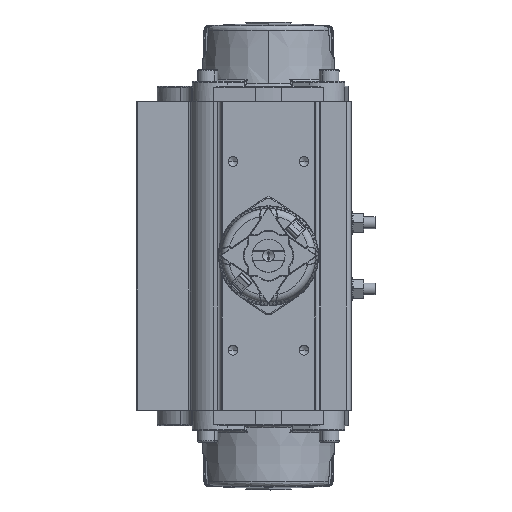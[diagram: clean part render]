
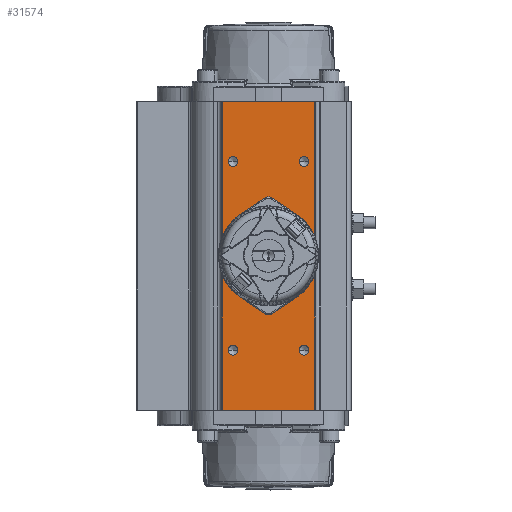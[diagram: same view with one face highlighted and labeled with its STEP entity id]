
A CAD part, top view. The second image highlights one B-rep face of the part: STEP entity #31574.
In plain terms, the highlighted face is planar.
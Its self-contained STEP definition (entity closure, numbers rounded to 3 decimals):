
#636 = CIRCLE ( 'NONE', #68015, 2.065 ) ;
#2687 = VERTEX_POINT ( 'NONE', #106805 ) ;
#3244 = DIRECTION ( 'NONE',  ( 0., -1., 0. ) ) ;
#4657 = DIRECTION ( 'NONE',  ( 1., 0., 0. ) ) ;
#6107 = DIRECTION ( 'NONE',  ( 0., 0., 1. ) ) ;
#6207 = FACE_BOUND ( 'NONE', #72334, .T. ) ;
#9543 = AXIS2_PLACEMENT_3D ( 'NONE', #143055, #127916, #103455 ) ;
#9667 = CARTESIAN_POINT ( 'NONE',  ( 40.323, 27.5, 12.935 ) ) ;
#11975 = CARTESIAN_POINT ( 'NONE',  ( -65.127, 27.5, -32.862 ) ) ;
#12995 = EDGE_CURVE ( 'NONE', #13410, #106441, #68830, .T. ) ;
#13410 = VERTEX_POINT ( 'NONE', #31438 ) ;
#15563 = FACE_OUTER_BOUND ( 'NONE', #29281, .T. ) ;
#15886 = CARTESIAN_POINT ( 'NONE',  ( 0.323, 27.5, 0. ) ) ;
#17776 = AXIS2_PLACEMENT_3D ( 'NONE', #36723, #48518, #124419 ) ;
#17806 = DIRECTION ( 'NONE',  ( 0., 0., 1. ) ) ;
#19405 = ORIENTED_EDGE ( 'NONE', *, *, #159302, .T. ) ;
#19578 = ORIENTED_EDGE ( 'NONE', *, *, #158887, .T. ) ;
#20211 = VERTEX_POINT ( 'NONE', #141147 ) ;
#20273 = CARTESIAN_POINT ( 'NONE',  ( 40.323, 27.5, -15. ) ) ;
#20569 = CIRCLE ( 'NONE', #104056, 7.55 ) ;
#20831 = ORIENTED_EDGE ( 'NONE', *, *, #156254, .T. ) ;
#25230 = EDGE_CURVE ( 'NONE', #158255, #116881, #67364, .T. ) ;
#25252 = ORIENTED_EDGE ( 'NONE', *, *, #114395, .T. ) ;
#25500 = CIRCLE ( 'NONE', #111687, 2.065 ) ;
#29281 = EDGE_LOOP ( 'NONE', ( #99250, #19578, #100742, #20831 ) ) ;
#29743 = DIRECTION ( 'NONE',  ( 0., -1., 0. ) ) ;
#30720 = FACE_BOUND ( 'NONE', #80061, .T. ) ;
#31438 = CARTESIAN_POINT ( 'NONE',  ( -65.127, 27.5, 19.5 ) ) ;
#31495 = CARTESIAN_POINT ( 'NONE',  ( 0.323, 27.5, 7.55 ) ) ;
#31574 = ADVANCED_FACE ( 'NONE', ( #15563, #6207, #55215, #57698, #30720, #158899 ), #106645, .T. ) ;
#33111 = CARTESIAN_POINT ( 'NONE',  ( -39.677, 27.5, -15. ) ) ;
#33530 = VERTEX_POINT ( 'NONE', #157720 ) ;
#34084 = CIRCLE ( 'NONE', #17776, 2.065 ) ;
#34386 = CIRCLE ( 'NONE', #142152, 2.065 ) ;
#36723 = CARTESIAN_POINT ( 'NONE',  ( -39.677, 27.5, 15. ) ) ;
#37128 = VERTEX_POINT ( 'NONE', #42511 ) ;
#40418 = DIRECTION ( 'NONE',  ( 0., -1., 0. ) ) ;
#40711 = EDGE_LOOP ( 'NONE', ( #25252, #68351 ) ) ;
#42511 = CARTESIAN_POINT ( 'NONE',  ( -39.677, 27.5, -12.935 ) ) ;
#44446 = ORIENTED_EDGE ( 'NONE', *, *, #62979, .T. ) ;
#48518 = DIRECTION ( 'NONE',  ( 0., -1., 0. ) ) ;
#48799 = EDGE_CURVE ( 'NONE', #143467, #129789, #73215, .T. ) ;
#50008 = DIRECTION ( 'NONE',  ( 0., -1., 0. ) ) ;
#54575 = CARTESIAN_POINT ( 'NONE',  ( 0.323, 27.5, -19.5 ) ) ;
#55015 = DIRECTION ( 'NONE',  ( 0., -1., 0. ) ) ;
#55215 = FACE_BOUND ( 'NONE', #78825, .T. ) ;
#56276 = DIRECTION ( 'NONE',  ( 0., 0., -1. ) ) ;
#57403 = VERTEX_POINT ( 'NONE', #89515 ) ;
#57698 = FACE_BOUND ( 'NONE', #40711, .T. ) ;
#58299 = EDGE_LOOP ( 'NONE', ( #94032, #101977 ) ) ;
#58845 = CARTESIAN_POINT ( 'NONE',  ( 40.323, 27.5, 15. ) ) ;
#61049 = ORIENTED_EDGE ( 'NONE', *, *, #122718, .T. ) ;
#62979 = EDGE_CURVE ( 'NONE', #37128, #143994, #25500, .T. ) ;
#63891 = VERTEX_POINT ( 'NONE', #65587 ) ;
#64829 = AXIS2_PLACEMENT_3D ( 'NONE', #109121, #69531, #79726 ) ;
#65587 = CARTESIAN_POINT ( 'NONE',  ( 40.323, 27.5, -17.065 ) ) ;
#65952 = CARTESIAN_POINT ( 'NONE',  ( -39.677, 27.5, -17.065 ) ) ;
#67012 = EDGE_CURVE ( 'NONE', #33530, #156960, #74285, .T. ) ;
#67364 = CIRCLE ( 'NONE', #161533, 7.55 ) ;
#68015 = AXIS2_PLACEMENT_3D ( 'NONE', #20273, #140023, #152644 ) ;
#68351 = ORIENTED_EDGE ( 'NONE', *, *, #149019, .T. ) ;
#68830 = LINE ( 'NONE', #144704, #156940 ) ;
#69531 = DIRECTION ( 'NONE',  ( 0., 1., 0. ) ) ;
#72334 = EDGE_LOOP ( 'NONE', ( #113365, #87675 ) ) ;
#73215 = CIRCLE ( 'NONE', #116283, 2.065 ) ;
#74285 = CIRCLE ( 'NONE', #9543, 2.065 ) ;
#77555 = DIRECTION ( 'NONE',  ( 0., 0., -1. ) ) ;
#78825 = EDGE_LOOP ( 'NONE', ( #44446, #19405 ) ) ;
#79726 = DIRECTION ( 'NONE',  ( 0., 0., -1. ) ) ;
#80061 = EDGE_LOOP ( 'NONE', ( #153352, #61049 ) ) ;
#81227 = DIRECTION ( 'NONE',  ( 0., 0., 1. ) ) ;
#84151 = DIRECTION ( 'NONE',  ( 0., 0., 1. ) ) ;
#86833 = CARTESIAN_POINT ( 'NONE',  ( -39.677, 27.5, 17.065 ) ) ;
#87675 = ORIENTED_EDGE ( 'NONE', *, *, #122692, .T. ) ;
#89515 = CARTESIAN_POINT ( 'NONE',  ( -65.127, 27.5, -19.5 ) ) ;
#92159 = VECTOR ( 'NONE', #56276, 1000. ) ;
#94032 = ORIENTED_EDGE ( 'NONE', *, *, #67012, .T. ) ;
#99250 = ORIENTED_EDGE ( 'NONE', *, *, #12995, .T. ) ;
#100742 = ORIENTED_EDGE ( 'NONE', *, *, #146308, .T. ) ;
#101670 = AXIS2_PLACEMENT_3D ( 'NONE', #58845, #161684, #84151 ) ;
#101977 = ORIENTED_EDGE ( 'NONE', *, *, #103768, .T. ) ;
#103054 = LINE ( 'NONE', #11975, #164879 ) ;
#103455 = DIRECTION ( 'NONE',  ( 0., 0., 1. ) ) ;
#103768 = EDGE_CURVE ( 'NONE', #156960, #33530, #160843, .T. ) ;
#104056 = AXIS2_PLACEMENT_3D ( 'NONE', #155928, #40418, #106183 ) ;
#106183 = DIRECTION ( 'NONE',  ( 0., 0., -1. ) ) ;
#106441 = VERTEX_POINT ( 'NONE', #134792 ) ;
#106645 = PLANE ( 'NONE',  #64829 ) ;
#106805 = CARTESIAN_POINT ( 'NONE',  ( 40.323, 27.5, -12.935 ) ) ;
#107702 = CARTESIAN_POINT ( 'NONE',  ( 65.773, 27.5, -34.607 ) ) ;
#108525 = VECTOR ( 'NONE', #145594, 1000. ) ;
#109121 = CARTESIAN_POINT ( 'NONE',  ( 0.323, 27.5, -20. ) ) ;
#111687 = AXIS2_PLACEMENT_3D ( 'NONE', #33111, #131846, #6107 ) ;
#113365 = ORIENTED_EDGE ( 'NONE', *, *, #25230, .T. ) ;
#114395 = EDGE_CURVE ( 'NONE', #2687, #63891, #636, .T. ) ;
#116283 = AXIS2_PLACEMENT_3D ( 'NONE', #165506, #50008, #152833 ) ;
#116881 = VERTEX_POINT ( 'NONE', #31495 ) ;
#120722 = CARTESIAN_POINT ( 'NONE',  ( 40.323, 27.5, -15. ) ) ;
#122692 = EDGE_CURVE ( 'NONE', #116881, #158255, #20569, .T. ) ;
#122718 = EDGE_CURVE ( 'NONE', #129789, #143467, #34084, .T. ) ;
#124419 = DIRECTION ( 'NONE',  ( 0., 0., 1. ) ) ;
#127916 = DIRECTION ( 'NONE',  ( 0., -1., 0. ) ) ;
#128331 = DIRECTION ( 'NONE',  ( 0., 0., 1. ) ) ;
#129789 = VERTEX_POINT ( 'NONE', #141255 ) ;
#131846 = DIRECTION ( 'NONE',  ( 0., -1., 0. ) ) ;
#134792 = CARTESIAN_POINT ( 'NONE',  ( 65.773, 27.5, 19.5 ) ) ;
#135336 = AXIS2_PLACEMENT_3D ( 'NONE', #160389, #29743, #81227 ) ;
#140023 = DIRECTION ( 'NONE',  ( 0., -1., 0. ) ) ;
#140804 = CIRCLE ( 'NONE', #135336, 2.065 ) ;
#141147 = CARTESIAN_POINT ( 'NONE',  ( 65.773, 27.5, -19.5 ) ) ;
#141255 = CARTESIAN_POINT ( 'NONE',  ( -39.677, 27.5, 12.935 ) ) ;
#142152 = AXIS2_PLACEMENT_3D ( 'NONE', #120722, #55015, #17806 ) ;
#143055 = CARTESIAN_POINT ( 'NONE',  ( 40.323, 27.5, 15. ) ) ;
#143467 = VERTEX_POINT ( 'NONE', #86833 ) ;
#143966 = LINE ( 'NONE', #54575, #108525 ) ;
#143994 = VERTEX_POINT ( 'NONE', #65952 ) ;
#144704 = CARTESIAN_POINT ( 'NONE',  ( 0.323, 27.5, 19.5 ) ) ;
#145594 = DIRECTION ( 'NONE',  ( -1., 0., 0. ) ) ;
#146308 = EDGE_CURVE ( 'NONE', #20211, #57403, #143966, .T. ) ;
#147303 = LINE ( 'NONE', #107702, #92159 ) ;
#149019 = EDGE_CURVE ( 'NONE', #63891, #2687, #34386, .T. ) ;
#152644 = DIRECTION ( 'NONE',  ( 0., 0., 1. ) ) ;
#152833 = DIRECTION ( 'NONE',  ( 0., 0., 1. ) ) ;
#153352 = ORIENTED_EDGE ( 'NONE', *, *, #48799, .T. ) ;
#155928 = CARTESIAN_POINT ( 'NONE',  ( 0.323, 27.5, 0. ) ) ;
#156254 = EDGE_CURVE ( 'NONE', #57403, #13410, #103054, .T. ) ;
#156940 = VECTOR ( 'NONE', #4657, 1000. ) ;
#156960 = VERTEX_POINT ( 'NONE', #9667 ) ;
#157720 = CARTESIAN_POINT ( 'NONE',  ( 40.323, 27.5, 17.065 ) ) ;
#158255 = VERTEX_POINT ( 'NONE', #161180 ) ;
#158887 = EDGE_CURVE ( 'NONE', #106441, #20211, #147303, .T. ) ;
#158899 = FACE_BOUND ( 'NONE', #58299, .T. ) ;
#159302 = EDGE_CURVE ( 'NONE', #143994, #37128, #140804, .T. ) ;
#160389 = CARTESIAN_POINT ( 'NONE',  ( -39.677, 27.5, -15. ) ) ;
#160843 = CIRCLE ( 'NONE', #101670, 2.065 ) ;
#161180 = CARTESIAN_POINT ( 'NONE',  ( 0.323, 27.5, -7.55 ) ) ;
#161533 = AXIS2_PLACEMENT_3D ( 'NONE', #15886, #3244, #77555 ) ;
#161684 = DIRECTION ( 'NONE',  ( 0., -1., 0. ) ) ;
#164879 = VECTOR ( 'NONE', #128331, 1000. ) ;
#165506 = CARTESIAN_POINT ( 'NONE',  ( -39.677, 27.5, 15. ) ) ;
